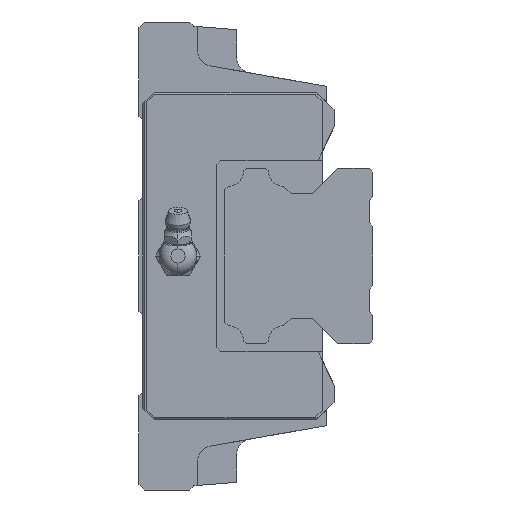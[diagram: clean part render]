
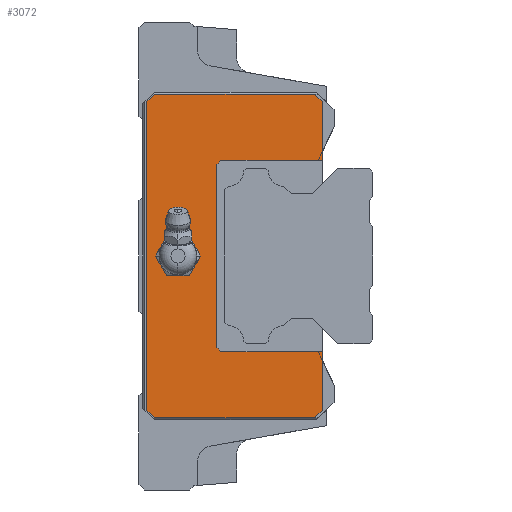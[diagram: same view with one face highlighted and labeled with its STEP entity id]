
A CAD part, left-side view. The second image highlights one B-rep face of the part: STEP entity #3072.
In plain terms, the highlighted planar face has unit normal (-1, 0, 0).
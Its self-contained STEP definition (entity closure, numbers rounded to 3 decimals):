
#1880 = VERTEX_POINT( '', #5243 );
#1902 = VERTEX_POINT( '', #5265 );
#2008 = VERTEX_POINT( '', #5383 );
#2110 = VERTEX_POINT( '', #5496 );
#2146 = EDGE_CURVE( '', #3764, #3098, #5536, .T. );
#2148 = EDGE_CURVE( '', #1880, #2504, #5538, .T. );
#2224 = VERTEX_POINT( '', #5621 );
#2308 = VERTEX_POINT( '', #5713 );
#2504 = VERTEX_POINT( '', #5934 );
#2658 = EDGE_CURVE( '', #2948, #4058, #6114, .T. );
#2678 = EDGE_CURVE( '', #1902, #1880, #6136, .T. );
#2752 = EDGE_CURVE( '', #4058, #4938, #6222, .T. );
#2764 = EDGE_CURVE( '', #2308, #2110, #6235, .T. );
#2848 = EDGE_CURVE( '', #2110, #4540, #6326, .T. );
#2852 = EDGE_CURVE( '', #2224, #4600, #6330, .T. );
#2948 = VERTEX_POINT( '', #6440 );
#2950 = EDGE_CURVE( '', #4540, #2948, #6442, .T. );
#3072 = ADVANCED_FACE( '', ( #6573, #6574 ), #6575, .F. );
#3098 = VERTEX_POINT( '', #6602 );
#3144 = EDGE_CURVE( '', #3098, #3324, #6653, .T. );
#3314 = EDGE_CURVE( '', #2308, #3764, #6834, .T. );
#3324 = VERTEX_POINT( '', #6845 );
#3512 = VERTEX_POINT( '', #7049 );
#3550 = EDGE_CURVE( '', #2008, #3512, #7091, .T. );
#3764 = VERTEX_POINT( '', #7318 );
#4058 = VERTEX_POINT( '', #7654 );
#4188 = EDGE_CURVE( '', #3512, #2008, #7795, .T. );
#4198 = EDGE_CURVE( '', #2504, #2224, #7805, .T. );
#4496 = EDGE_CURVE( '', #3324, #1902, #8129, .T. );
#4540 = VERTEX_POINT( '', #8175 );
#4600 = VERTEX_POINT( '', #8241 );
#4658 = EDGE_CURVE( '', #4600, #4938, #8304, .T. );
#4938 = VERTEX_POINT( '', #8613 );
#5243 = CARTESIAN_POINT( '', ( 178.6, 58., 39.5 ) );
#5265 = CARTESIAN_POINT( '', ( 178.6, 58., -39.5 ) );
#5383 = CARTESIAN_POINT( '', ( 178.6, 45.136, 0. ) );
#5496 = CARTESIAN_POINT( '', ( 178.6, 39., -24.5 ) );
#5536 = LINE( '', #9475, #9476 );
#5538 = LINE( '', #9479, #9480 );
#5621 = CARTESIAN_POINT( '', ( 178.6, 15., 41.5 ) );
#5713 = CARTESIAN_POINT( '', ( 178.6, 13., -24.5 ) );
#5934 = CARTESIAN_POINT( '', ( 178.6, 56., 41.5 ) );
#6114 = LINE( '', #10300, #10301 );
#6136 = LINE( '', #10330, #10331 );
#6222 = LINE( '', #10569, #10570 );
#6235 = LINE( '', #10590, #10591 );
#6326 = LINE( '', #10733, #10734 );
#6330 = LINE( '', #10741, #10742 );
#6440 = CARTESIAN_POINT( '', ( 178.6, 40., 23.5 ) );
#6442 = LINE( '', #10903, #10904 );
#6573 = FACE_BOUND( '', #11089, .T. );
#6574 = FACE_OUTER_BOUND( '', #11090, .T. );
#6575 = PLANE( '', #11091 );
#6602 = CARTESIAN_POINT( '', ( 178.6, 15., -41.5 ) );
#6653 = LINE( '', #11203, #11204 );
#6834 = LINE( '', #11480, #11481 );
#6845 = CARTESIAN_POINT( '', ( 178.6, 56., -41.5 ) );
#7049 = CARTESIAN_POINT( '', ( 178.6, 54.864, 0. ) );
#7091 = CIRCLE( '', #11870, 4.864 );
#7318 = CARTESIAN_POINT( '', ( 178.6, 13., -39.5 ) );
#7654 = CARTESIAN_POINT( '', ( 178.6, 39., 24.5 ) );
#7795 = CIRCLE( '', #12971, 4.864 );
#7805 = LINE( '', #12984, #12985 );
#8129 = LINE( '', #13456, #13457 );
#8175 = CARTESIAN_POINT( '', ( 178.6, 40., -23.5 ) );
#8241 = CARTESIAN_POINT( '', ( 178.6, 13., 39.5 ) );
#8304 = LINE( '', #13704, #13705 );
#8613 = CARTESIAN_POINT( '', ( 178.6, 13., 24.5 ) );
#9475 = CARTESIAN_POINT( '', ( 178.6, 2.375, -28.875 ) );
#9476 = VECTOR( '', #14885, 1. );
#9479 = CARTESIAN_POINT( '', ( 178.6, 55.875, 41.625 ) );
#9480 = VECTOR( '', #14886, 1. );
#10300 = CARTESIAN_POINT( '', ( 178.6, 38.375, 25.125 ) );
#10301 = VECTOR( '', #15573, 1. );
#10330 = CARTESIAN_POINT( '', ( 178.6, 58., -19.75 ) );
#10331 = VECTOR( '', #15602, 1. );
#10569 = CARTESIAN_POINT( '', ( 178.6, 24.5, 24.5 ) );
#10570 = VECTOR( '', #15760, 1. );
#10590 = CARTESIAN_POINT( '', ( 178.6, 11.5, -24.5 ) );
#10591 = VECTOR( '', #15772, 1. );
#10733 = CARTESIAN_POINT( '', ( 178.6, 37.875, -25.625 ) );
#10734 = VECTOR( '', #15875, 1. );
#10741 = CARTESIAN_POINT( '', ( 178.6, 3.375, 29.875 ) );
#10742 = VECTOR( '', #15877, 1. );
#10903 = CARTESIAN_POINT( '', ( 178.6, 40., -11.75 ) );
#10904 = VECTOR( '', #16020, 1. );
#11089 = EDGE_LOOP( '', ( #16140, #16141 ) );
#11090 = EDGE_LOOP( '', ( #16142, #16143, #16144, #16145, #16146, #16147, #16148, #16149, #16150, #16151, #16152, #16153, #16154, #16155 ) );
#11091 = AXIS2_PLACEMENT_3D( '', #16156, #16157, #16158 );
#11203 = CARTESIAN_POINT( '', ( 178.6, 12.5, -41.5 ) );
#11204 = VECTOR( '', #16232, 1. );
#11480 = CARTESIAN_POINT( '', ( 178.6, 13., 19.75 ) );
#11481 = VECTOR( '', #16391, 1. );
#11870 = AXIS2_PLACEMENT_3D( '', #16640, #16641, #16642 );
#12971 = AXIS2_PLACEMENT_3D( '', #17443, #17444, #17445 );
#12984 = CARTESIAN_POINT( '', ( 178.6, 33., 41.5 ) );
#12985 = VECTOR( '', #17447, 1. );
#13456 = CARTESIAN_POINT( '', ( 178.6, 54.875, -42.625 ) );
#13457 = VECTOR( '', #17766, 1. );
#13704 = CARTESIAN_POINT( '', ( 178.6, 13., 19.75 ) );
#13705 = VECTOR( '', #17918, 1. );
#14885 = DIRECTION( '', ( 0., 0.707, -0.707 ) );
#14886 = DIRECTION( '', ( 0., -0.707, 0.707 ) );
#15573 = DIRECTION( '', ( 0., -0.707, 0.707 ) );
#15602 = DIRECTION( '', ( 0., 0., 1. ) );
#15760 = DIRECTION( '', ( 0., -1., 0. ) );
#15772 = DIRECTION( '', ( 0., 1., 0. ) );
#15875 = DIRECTION( '', ( 0., 0.707, 0.707 ) );
#15877 = DIRECTION( '', ( 0., -0.707, -0.707 ) );
#16020 = DIRECTION( '', ( 0., 0., 1. ) );
#16140 = ORIENTED_EDGE( '', *, *, #4188, .T. );
#16141 = ORIENTED_EDGE( '', *, *, #3550, .T. );
#16142 = ORIENTED_EDGE( '', *, *, #2764, .T. );
#16143 = ORIENTED_EDGE( '', *, *, #2848, .T. );
#16144 = ORIENTED_EDGE( '', *, *, #2950, .T. );
#16145 = ORIENTED_EDGE( '', *, *, #2658, .T. );
#16146 = ORIENTED_EDGE( '', *, *, #2752, .T. );
#16147 = ORIENTED_EDGE( '', *, *, #4658, .F. );
#16148 = ORIENTED_EDGE( '', *, *, #2852, .F. );
#16149 = ORIENTED_EDGE( '', *, *, #4198, .F. );
#16150 = ORIENTED_EDGE( '', *, *, #2148, .F. );
#16151 = ORIENTED_EDGE( '', *, *, #2678, .F. );
#16152 = ORIENTED_EDGE( '', *, *, #4496, .F. );
#16153 = ORIENTED_EDGE( '', *, *, #3144, .F. );
#16154 = ORIENTED_EDGE( '', *, *, #2146, .F. );
#16155 = ORIENTED_EDGE( '', *, *, #3314, .F. );
#16156 = CARTESIAN_POINT( '', ( 178.6, 10., 0. ) );
#16157 = DIRECTION( '', ( 1., 0., 0. ) );
#16158 = DIRECTION( '', ( 0., 0., -1. ) );
#16232 = DIRECTION( '', ( 0., 1., 0. ) );
#16391 = DIRECTION( '', ( 0., 0., -1. ) );
#16640 = CARTESIAN_POINT( '', ( 178.6, 50., 0. ) );
#16641 = DIRECTION( '', ( 1., 0., 0. ) );
#16642 = DIRECTION( '', ( 0., 1., 0. ) );
#17443 = CARTESIAN_POINT( '', ( 178.6, 50., 0. ) );
#17444 = DIRECTION( '', ( 1., 0., 0. ) );
#17445 = DIRECTION( '', ( 0., 1., 0. ) );
#17447 = DIRECTION( '', ( 0., -1., 0. ) );
#17766 = DIRECTION( '', ( 0., 0.707, 0.707 ) );
#17918 = DIRECTION( '', ( 0., 0., -1. ) );
